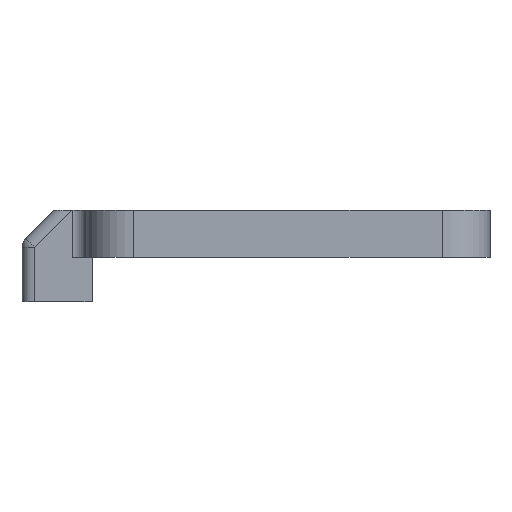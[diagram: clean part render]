
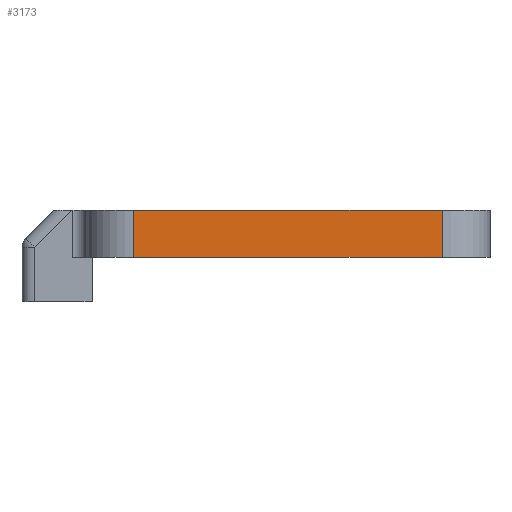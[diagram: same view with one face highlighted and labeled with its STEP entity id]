
A CAD part, left-side view. The second image highlights one B-rep face of the part: STEP entity #3173.
In plain terms, the highlighted planar face has unit normal (-1, 0, 0).
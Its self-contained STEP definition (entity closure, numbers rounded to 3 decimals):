
#213=PLANE('',#3423);
#314=FACE_OUTER_BOUND('',#512,.T.);
#512=EDGE_LOOP('',(#2437,#2438,#2439,#2440));
#705=LINE('',#4432,#1004);
#752=LINE('',#4761,#1051);
#775=LINE('',#4815,#1074);
#776=LINE('',#4817,#1075);
#1004=VECTOR('',#3678,48.5);
#1051=VECTOR('',#3779,48.5);
#1074=VECTOR('',#3848,7.4);
#1075=VECTOR('',#3851,7.4);
#1395=VERTEX_POINT('',#4429);
#1396=VERTEX_POINT('',#4431);
#1498=VERTEX_POINT('',#4758);
#1499=VERTEX_POINT('',#4760);
#1727=EDGE_CURVE('',#1396,#1395,#705,.T.);
#1835=EDGE_CURVE('',#1499,#1498,#752,.T.);
#1863=EDGE_CURVE('',#1396,#1498,#775,.T.);
#1864=EDGE_CURVE('',#1499,#1395,#776,.T.);
#2437=ORIENTED_EDGE('',*,*,#1863,.F.);
#2438=ORIENTED_EDGE('',*,*,#1727,.T.);
#2439=ORIENTED_EDGE('',*,*,#1864,.F.);
#2440=ORIENTED_EDGE('',*,*,#1835,.T.);
#3173=ADVANCED_FACE('',(#314),#213,.T.);
#3423=AXIS2_PLACEMENT_3D('',#4816,#3849,#3850);
#3678=DIRECTION('',(0.,1.,0.));
#3779=DIRECTION('',(0.,-1.,0.));
#3848=DIRECTION('',(0.,0.,-1.));
#3849=DIRECTION('center_axis',(-1.,0.,0.));
#3850=DIRECTION('ref_axis',(0.,-1.,0.));
#3851=DIRECTION('',(0.,0.,1.));
#4429=CARTESIAN_POINT('',(-4.5,52.,6.8));
#4431=CARTESIAN_POINT('',(-4.5,3.5,6.8));
#4432=CARTESIAN_POINT('',(-4.5,3.5,6.8));
#4758=CARTESIAN_POINT('',(-4.5,3.5,-0.6));
#4760=CARTESIAN_POINT('',(-4.5,52.,-0.6));
#4761=CARTESIAN_POINT('',(-4.5,52.,-0.6));
#4815=CARTESIAN_POINT('',(-4.5,3.5,6.8));
#4816=CARTESIAN_POINT('Origin',(-4.5,59.5,0.));
#4817=CARTESIAN_POINT('',(-4.5,52.,-0.6));
